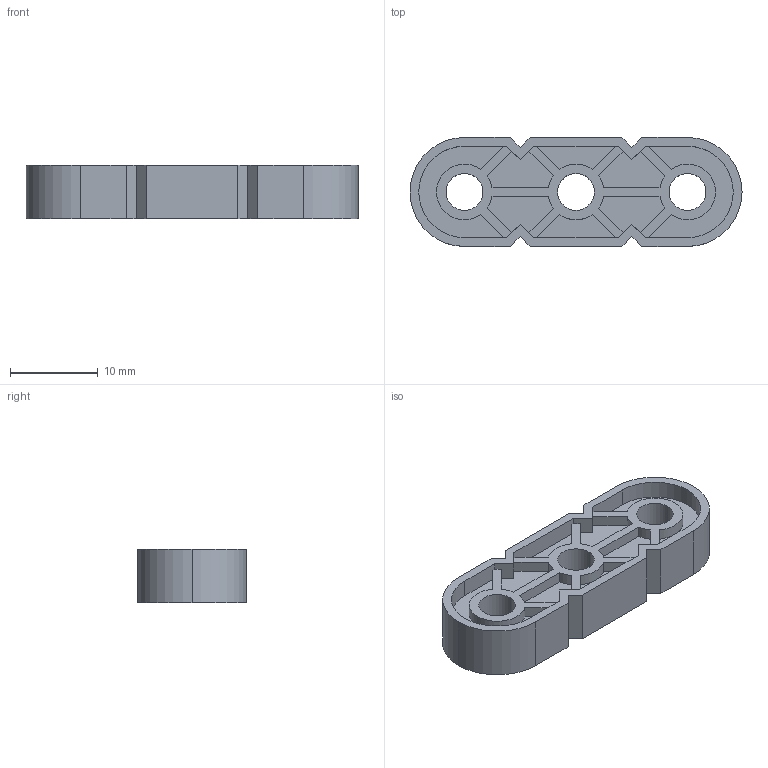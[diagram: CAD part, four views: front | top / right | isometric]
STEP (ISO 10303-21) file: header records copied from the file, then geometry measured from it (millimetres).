
FILE_DESCRIPTION (( 'STEP AP214' ), '1' );
FILE_NAME ('228-2500-002.STEP', '2014-03-06T17:55:12', ( '' ), ( '' ), 'SwSTEP 2.0', 'SolidWorks 2013', '' );
FILE_SCHEMA (( 'AUTOMOTIVE_DESIGN' ));
Length unit declared in the file: millimetre
Products named in the file (1): 228-2500-002
Bounding box: 37.8 x 12.4 x 6.1 mm (x, y, z)
Volume: 1401.6 mm3; surface area: 2216.9 mm2
Topology: 1 solids, 1 shells, 143 faces, 417 edges, 278 vertices
Faces by surface type: plane 102, cylinder 41
Entity records: 4759 total; most frequent: CARTESIAN_POINT 839, ORIENTED_EDGE 834, DIRECTION 787, EDGE_CURVE 417, VECTOR 335, LINE 335, VERTEX_POINT 278, AXIS2_PLACEMENT_3D 226
